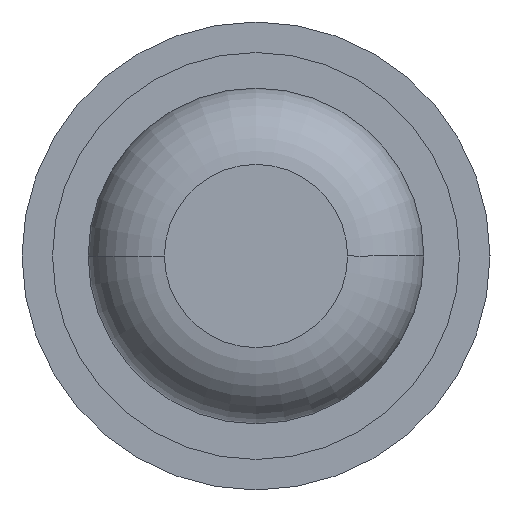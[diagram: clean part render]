
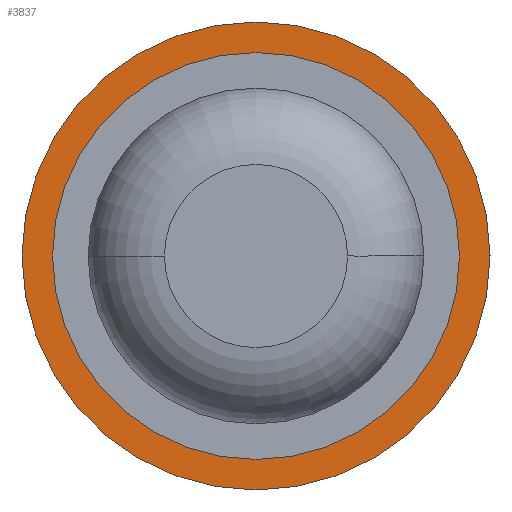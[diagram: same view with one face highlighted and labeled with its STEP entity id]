
A CAD part, front view. The second image highlights one B-rep face of the part: STEP entity #3837.
In plain terms, the highlighted planar face has unit normal (0, -1, 0).
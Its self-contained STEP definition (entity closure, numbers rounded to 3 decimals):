
#5 = ORIENTED_EDGE ( 'NONE', *, *, #2292, .T. ) ;
#113 = DIRECTION ( 'NONE',  ( 0., 0., 1. ) ) ;
#131 = CARTESIAN_POINT ( 'NONE',  ( 0., 5.3, -0.5 ) ) ;
#242 = DIRECTION ( 'NONE',  ( 0., 0., 1. ) ) ;
#260 = CARTESIAN_POINT ( 'NONE',  ( 0., 5.3, 0. ) ) ;
#270 = ORIENTED_EDGE ( 'NONE', *, *, #4538, .F. ) ;
#658 = CIRCLE ( 'NONE', #2904, 0.5 ) ;
#684 = CARTESIAN_POINT ( 'NONE',  ( 0., 5.3, -1.15 ) ) ;
#736 = EDGE_CURVE ( 'Defeature ausgef�hrt1_1+Defeature ausgef�hrt1_2+Defeature ausgef�hrt1_2+Defeature ausgef�hrt1_2', #2409, #2322, #3258, .T. ) ;
#1261 = EDGE_LOOP ( 'NONE', ( #270, #3735 ) ) ;
#1300 = AXIS2_PLACEMENT_3D ( 'NONE', #4285, #2178, #2144 ) ;
#1369 = CARTESIAN_POINT ( 'NONE',  ( 0., 5.3, 1.15 ) ) ;
#1436 = VERTEX_POINT ( 'NONE', #4217 ) ;
#1528 = EDGE_LOOP ( 'NONE', ( #2882, #5 ) ) ;
#1886 = AXIS2_PLACEMENT_3D ( 'NONE', #4408, #2933, #4388 ) ;
#2144 = DIRECTION ( 'NONE',  ( 0., 0., -1. ) ) ;
#2178 = DIRECTION ( 'NONE',  ( 0., -1., 0. ) ) ;
#2202 = AXIS2_PLACEMENT_3D ( 'NONE', #4457, #4506, #3384 ) ;
#2203 = FACE_BOUND ( 'NONE', #1528, .T. ) ;
#2292 = EDGE_CURVE ( 'Defeature ausgef�hrt1_2+Defeature ausgef�hrt1_3+Defeature ausgef�hrt1_3+Defeature ausgef�hrt1_3', #3276, #1436, #658, .T. ) ;
#2309 = FACE_OUTER_BOUND ( 'NONE', #1261, .T. ) ;
#2322 = VERTEX_POINT ( 'NONE', #1369 ) ;
#2409 = VERTEX_POINT ( 'NONE', #684 ) ;
#2724 = DIRECTION ( 'NONE',  ( 0., 1., 0. ) ) ;
#2882 = ORIENTED_EDGE ( 'NONE', *, *, #3362, .T. ) ;
#2904 = AXIS2_PLACEMENT_3D ( 'NONE', #260, #2724, #242 ) ;
#2933 = DIRECTION ( 'NONE',  ( 0., 1., 0. ) ) ;
#3193 = PLANE ( 'NONE',  #1300 ) ;
#3258 = CIRCLE ( 'NONE', #1886, 1.15 ) ;
#3260 = CARTESIAN_POINT ( 'NONE',  ( 0., 5.3, 0. ) ) ;
#3276 = VERTEX_POINT ( 'NONE', #131 ) ;
#3362 = EDGE_CURVE ( 'Defeature ausgef�hrt1_2+Defeature ausgef�hrt1_3+Defeature ausgef�hrt1_3+Defeature ausgef�hrt1_3', #1436, #3276, #3699, .T. ) ;
#3384 = DIRECTION ( 'NONE',  ( 0., 0., 1. ) ) ;
#3440 = AXIS2_PLACEMENT_3D ( 'NONE', #3260, #3616, #113 ) ;
#3616 = DIRECTION ( 'NONE',  ( 0., 1., 0. ) ) ;
#3627 = CIRCLE ( 'NONE', #2202, 1.15 ) ;
#3699 = CIRCLE ( 'NONE', #3440, 0.5 ) ;
#3735 = ORIENTED_EDGE ( 'NONE', *, *, #736, .F. ) ;
#3837 = ADVANCED_FACE ( 'Defeature ausgef�hrt1_2', ( #2203, #2309 ), #3193, .T. ) ;
#4217 = CARTESIAN_POINT ( 'NONE',  ( 0., 5.3, 0.5 ) ) ;
#4285 = CARTESIAN_POINT ( 'NONE',  ( -1.15, 5.3, 0. ) ) ;
#4388 = DIRECTION ( 'NONE',  ( 0., 0., 1. ) ) ;
#4408 = CARTESIAN_POINT ( 'NONE',  ( 0., 5.3, 0. ) ) ;
#4457 = CARTESIAN_POINT ( 'NONE',  ( 0., 5.3, 0. ) ) ;
#4506 = DIRECTION ( 'NONE',  ( 0., 1., 0. ) ) ;
#4538 = EDGE_CURVE ( 'Defeature ausgef�hrt1_1+Defeature ausgef�hrt1_2+Defeature ausgef�hrt1_2+Defeature ausgef�hrt1_2', #2322, #2409, #3627, .T. ) ;
